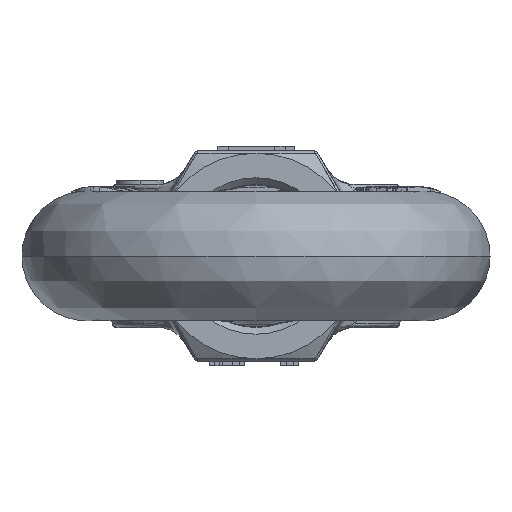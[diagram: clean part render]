
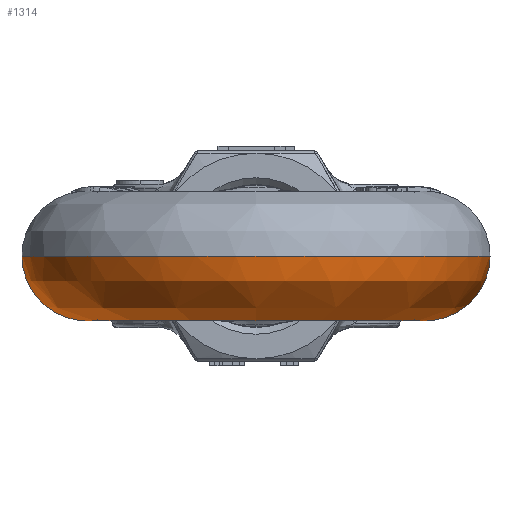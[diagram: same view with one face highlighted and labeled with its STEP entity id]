
A CAD part, left-side view. The second image highlights one B-rep face of the part: STEP entity #1314.
In plain terms, the highlighted free-form (B-spline) face has degree [3, 3] with [4, 7] control points.
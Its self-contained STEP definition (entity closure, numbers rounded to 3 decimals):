
#1314=ADVANCED_FACE('NONE',(#2914),#2915,.T.);
#2914=FACE_OUTER_BOUND('',#37935,.T.);
#2915=(B_SPLINE_SURFACE(3,3,((#37937,#37938,#37939,#37940,#37941,#37942,#37943),(#37944,#37945,#37946,#37947,#37948,#37949,#37950),(#37951,#37952,#37953,#37954,#37955,#37956,#37957),(#37958,#37959,#37960,#37961,#37962,#37963,#37964)),.UNSPECIFIED.,.F.,.F.,.F.)B_SPLINE_SURFACE_WITH_KNOTS((4,4),(4,3,4),(0.0,1.0),(0.0,0.5,1.0),.UNSPECIFIED.)RATIONAL_B_SPLINE_SURFACE(((1.0,0.787,0.787,1.0,0.787,0.787,1.0),(0.333,0.262,0.262,0.333,0.262,0.262,0.333),(0.333,0.262,0.262,0.333,0.262,0.262,0.333),(1.0,0.787,0.787,1.0,0.787,0.787,1.0)))BOUNDED_SURFACE()REPRESENTATION_ITEM('')GEOMETRIC_REPRESENTATION_ITEM()SURFACE());
#37935=EDGE_LOOP('',(#45007,#45008,#45009,#45010));
#37937=CARTESIAN_POINT('',(-198.871,52.353,0.0));
#37938=CARTESIAN_POINT('',(-231.392,54.794,0.0));
#37939=CARTESIAN_POINT('',(-255.3,32.613,0.0));
#37940=CARTESIAN_POINT('',(-255.3,0.,0.0));
#37941=CARTESIAN_POINT('',(-255.3,-32.613,0.0));
#37942=CARTESIAN_POINT('',(-231.392,-54.794,0.0));
#37943=CARTESIAN_POINT('',(-198.871,-52.353,0.0));
#37944=CARTESIAN_POINT('',(-198.871,52.353,-29.0));
#37945=CARTESIAN_POINT('',(-231.392,54.794,-29.0));
#37946=CARTESIAN_POINT('',(-255.3,32.613,-29.0));
#37947=CARTESIAN_POINT('',(-255.3,0.,-29.0));
#37948=CARTESIAN_POINT('',(-255.3,-32.613,-29.0));
#37949=CARTESIAN_POINT('',(-231.392,-54.794,-29.0));
#37950=CARTESIAN_POINT('',(-198.871,-52.353,-29.0));
#37951=CARTESIAN_POINT('',(-201.041,23.434,-29.0));
#37952=CARTESIAN_POINT('',(-215.598,24.527,-29.0));
#37953=CARTESIAN_POINT('',(-226.3,14.598,-29.0));
#37954=CARTESIAN_POINT('',(-226.3,0.,-29.0));
#37955=CARTESIAN_POINT('',(-226.3,-14.598,-29.0));
#37956=CARTESIAN_POINT('',(-215.598,-24.527,-29.0));
#37957=CARTESIAN_POINT('',(-201.041,-23.434,-29.0));
#37958=CARTESIAN_POINT('',(-201.041,23.434,0.));
#37959=CARTESIAN_POINT('',(-215.598,24.527,0.));
#37960=CARTESIAN_POINT('',(-226.3,14.598,0.));
#37961=CARTESIAN_POINT('',(-226.3,0.,0.));
#37962=CARTESIAN_POINT('',(-226.3,-14.598,0.));
#37963=CARTESIAN_POINT('',(-215.598,-24.527,0.));
#37964=CARTESIAN_POINT('',(-201.041,-23.434,0.));
#45007=ORIENTED_EDGE('',*,*,#48685,.F.);
#45008=ORIENTED_EDGE('',*,*,#48686,.T.);
#45009=ORIENTED_EDGE('',*,*,#48687,.F.);
#45010=ORIENTED_EDGE('',*,*,#48688,.F.);
#48685=EDGE_CURVE('NONE',#51335,#51334,#51421,.T.);
#48686=EDGE_CURVE('NONE',#51335,#51222,#51422,.T.);
#48687=EDGE_CURVE('NONE',#51224,#51222,#51423,.T.);
#48688=EDGE_CURVE('NONE',#51334,#51224,#51424,.T.);
#51222=VERTEX_POINT('NONE',#59278);
#51224=VERTEX_POINT('NONE',#59280);
#51334=VERTEX_POINT('NONE',#59779);
#51335=VERTEX_POINT('NONE',#59780);
#51421=CIRCLE('',#60077,14.5);
#51422=CIRCLE('',#60078,23.5);
#51423=CIRCLE('',#60079,14.5);
#51424=CIRCLE('',#60080,52.5);
#59278=CARTESIAN_POINT('',(-201.041,-23.434,0.));
#59280=CARTESIAN_POINT('',(-198.871,-52.353,0.0));
#59779=CARTESIAN_POINT('',(-198.871,52.353,0.0));
#59780=CARTESIAN_POINT('',(-201.041,23.434,0.));
#60077=AXIS2_PLACEMENT_3D('',#66749,#66750,#66751);
#60078=AXIS2_PLACEMENT_3D('',#66752,#66753,#66754);
#60079=AXIS2_PLACEMENT_3D('',#66755,#66756,#66757);
#60080=AXIS2_PLACEMENT_3D('',#66758,#66759,#66760);
#66749=CARTESIAN_POINT('',(-199.956,37.893,0.0));
#66750=DIRECTION('',(0.997,-0.075,0.0));
#66751=DIRECTION('',(0.075,0.997,0.0));
#66752=CARTESIAN_POINT('',(-202.8,0.,0.));
#66753=DIRECTION('',(0.0,0.0,1.0));
#66754=DIRECTION('',(1.0,0.0,0.0));
#66755=CARTESIAN_POINT('',(-199.956,-37.893,0.0));
#66756=DIRECTION('',(0.997,0.075,0.0));
#66757=DIRECTION('',(0.075,-0.997,0.0));
#66758=CARTESIAN_POINT('',(-202.8,0.,0.0));
#66759=DIRECTION('',(0.0,0.0,1.0));
#66760=DIRECTION('',(1.0,0.0,0.0));
